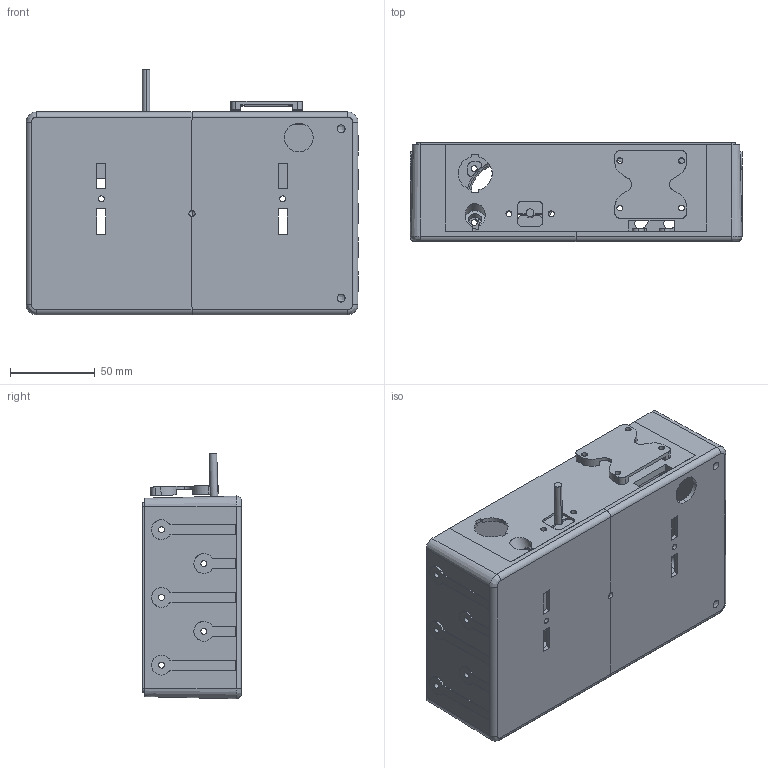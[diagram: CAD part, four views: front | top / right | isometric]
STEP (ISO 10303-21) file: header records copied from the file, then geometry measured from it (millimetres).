
FILE_DESCRIPTION (( 'STEP AP214' ), '1' );
FILE_NAME ('PRINT-BOX-REQUIRED.STEP', '2015-11-18T07:05:35', ( '' ), ( '' ), 'SwSTEP 2.0', 'SolidWorks 2015', '' );
FILE_SCHEMA (( 'AUTOMOTIVE_DESIGN' ));
Length unit declared in the file: millimetre
Products named in the file (1): PRINT-BOX-REQUIRED
Bounding box: 196.33 x 58.75 x 145.36 mm (x, y, z)
Volume: 302084.8 mm3; surface area: 175113.9 mm2
Topology: 9 solids, 9 shells, 809 faces, 2147 edges, 1400 vertices
Faces by surface type: plane 419, cylinder 341, torus 22, bspline 19, cone 8
Entity records: 26390 total; most frequent: CARTESIAN_POINT 5636, ORIENTED_EDGE 4294, DIRECTION 4262, EDGE_CURVE 2147, AXIS2_PLACEMENT_3D 1470, VERTEX_POINT 1400, VECTOR 1322, LINE 1322
